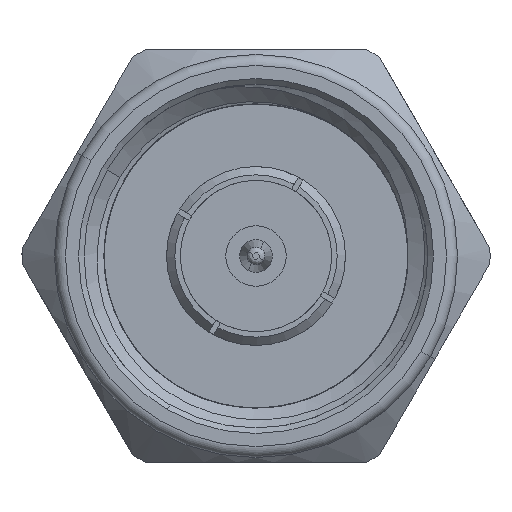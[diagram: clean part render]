
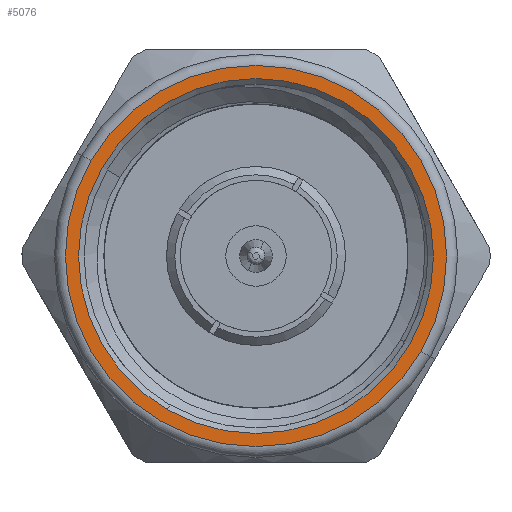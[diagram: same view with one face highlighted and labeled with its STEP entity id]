
A CAD part, left-side view. The second image highlights one B-rep face of the part: STEP entity #5076.
In plain terms, the highlighted planar face has unit normal (-1, 0, 0).
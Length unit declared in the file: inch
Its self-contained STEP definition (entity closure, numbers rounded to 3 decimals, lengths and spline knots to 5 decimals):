
#52 = DIRECTION ( 'NONE',  ( 0., -1., 0. ) ) ;
#57 = ORIENTED_EDGE ( 'NONE', *, *, #7901, .T. ) ;
#311 = FACE_BOUND ( 'NONE', #7965, .T. ) ;
#415 = CARTESIAN_POINT ( 'NONE',  ( 0., -0.34631, 0. ) ) ;
#1606 = AXIS2_PLACEMENT_3D ( 'NONE', #10499, #3170, #5575 ) ;
#2491 = EDGE_CURVE ( 'NONE', #6355, #6146, #6902, .T. ) ;
#2720 = EDGE_CURVE ( 'NONE', #6146, #6355, #8610, .T. ) ;
#2753 = DIRECTION ( 'NONE',  ( 1., 0., 0. ) ) ;
#3155 = DIRECTION ( 'NONE',  ( 1., 0., 0. ) ) ;
#3170 = DIRECTION ( 'NONE',  ( 1., 0., 0. ) ) ;
#3256 = DIRECTION ( 'NONE',  ( -1., 0., 0. ) ) ;
#3493 = EDGE_CURVE ( 'NONE', #4409, #8839, #7276, .T. ) ;
#3557 = PLANE ( 'NONE',  #8645 ) ;
#3662 = FACE_OUTER_BOUND ( 'NONE', #8358, .T. ) ;
#4409 = VERTEX_POINT ( 'NONE', #415 ) ;
#5076 = ADVANCED_FACE ( 'NONE', ( #3662, #311 ), #3557, .F. ) ;
#5575 = DIRECTION ( 'NONE',  ( 0., 0., 1. ) ) ;
#5952 = ORIENTED_EDGE ( 'NONE', *, *, #2491, .T. ) ;
#5978 = CARTESIAN_POINT ( 'NONE',  ( 0., 0.34631, 0. ) ) ;
#6146 = VERTEX_POINT ( 'NONE', #6457 ) ;
#6355 = VERTEX_POINT ( 'NONE', #7499 ) ;
#6457 = CARTESIAN_POINT ( 'NONE',  ( 0., 0., 0.3225 ) ) ;
#6571 = CARTESIAN_POINT ( 'NONE',  ( 0., 0., 0. ) ) ;
#6826 = CARTESIAN_POINT ( 'NONE',  ( 0., 0.34631, 0. ) ) ;
#6902 = CIRCLE ( 'NONE', #1606, 0.3225 ) ;
#6929 = DIRECTION ( 'NONE',  ( 0., 1., 0. ) ) ;
#6988 = ORIENTED_EDGE ( 'NONE', *, *, #2720, .T. ) ;
#7256 = AXIS2_PLACEMENT_3D ( 'NONE', #7919, #3155, #9583 ) ;
#7276 = CIRCLE ( 'NONE', #9666, 0.34631 ) ;
#7380 = DIRECTION ( 'NONE',  ( -1., 0., 0. ) ) ;
#7499 = CARTESIAN_POINT ( 'NONE',  ( 0., 0., -0.3225 ) ) ;
#7542 = ORIENTED_EDGE ( 'NONE', *, *, #3493, .T. ) ;
#7901 = EDGE_CURVE ( 'NONE', #8839, #4409, #8303, .T. ) ;
#7919 = CARTESIAN_POINT ( 'NONE',  ( 0., 0., 0. ) ) ;
#7965 = EDGE_LOOP ( 'NONE', ( #6988, #5952 ) ) ;
#8163 = CARTESIAN_POINT ( 'NONE',  ( 0., 0., 0. ) ) ;
#8303 = CIRCLE ( 'NONE', #9697, 0.34631 ) ;
#8358 = EDGE_LOOP ( 'NONE', ( #7542, #57 ) ) ;
#8610 = CIRCLE ( 'NONE', #7256, 0.3225 ) ;
#8645 = AXIS2_PLACEMENT_3D ( 'NONE', #6826, #2753, #6929 ) ;
#8839 = VERTEX_POINT ( 'NONE', #5978 ) ;
#9583 = DIRECTION ( 'NONE',  ( 0., 0., 1. ) ) ;
#9633 = DIRECTION ( 'NONE',  ( 0., -1., 0. ) ) ;
#9666 = AXIS2_PLACEMENT_3D ( 'NONE', #8163, #3256, #52 ) ;
#9697 = AXIS2_PLACEMENT_3D ( 'NONE', #6571, #7380, #9633 ) ;
#10499 = CARTESIAN_POINT ( 'NONE',  ( 0., 0., 0. ) ) ;
